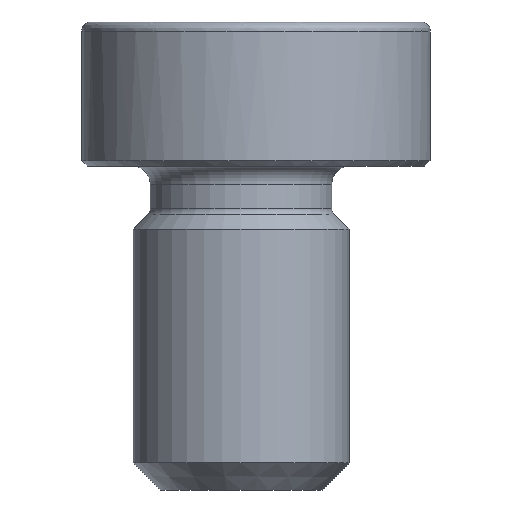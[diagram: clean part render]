
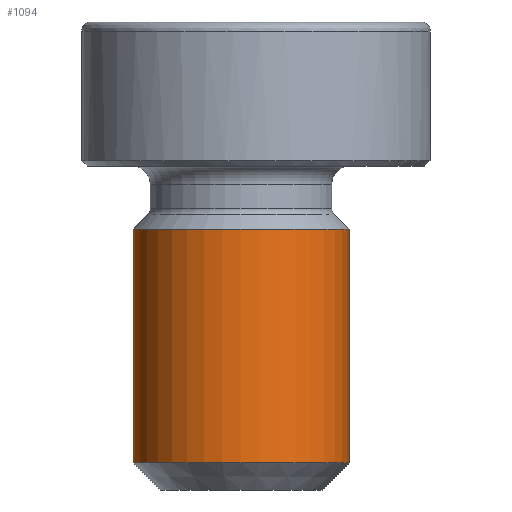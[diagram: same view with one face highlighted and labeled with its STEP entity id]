
A CAD part, front view. The second image highlights one B-rep face of the part: STEP entity #1094.
In plain terms, the highlighted cylindrical face has radius 6 mm (diameter 12 mm), a partial arc.
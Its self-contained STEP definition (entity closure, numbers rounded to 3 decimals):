
#92 = FACE_OUTER_BOUND ( 'NONE', #998, .T. ) ;
#118 = EDGE_CURVE ( 'NONE', #673, #1472, #1586, .T. ) ;
#150 = EDGE_CURVE ( 'NONE', #673, #289, #1351, .T. ) ;
#184 = CARTESIAN_POINT ( 'NONE',  ( 0., 0., -16.5 ) ) ;
#248 = CARTESIAN_POINT ( 'NONE',  ( -6., 0., -16.5 ) ) ;
#266 = CARTESIAN_POINT ( 'NONE',  ( -6., 0., -3.5 ) ) ;
#289 = VERTEX_POINT ( 'NONE', #1593 ) ;
#309 = ORIENTED_EDGE ( 'NONE', *, *, #574, .T. ) ;
#373 = DIRECTION ( 'NONE',  ( 0., 0., 1. ) ) ;
#419 = DIRECTION ( 'NONE',  ( 1., 0., 0. ) ) ;
#488 = CARTESIAN_POINT ( 'NONE',  ( 6., 0., -18. ) ) ;
#560 = CARTESIAN_POINT ( 'NONE',  ( -6., 0., -18. ) ) ;
#574 = EDGE_CURVE ( 'NONE', #289, #2117, #652, .T. ) ;
#581 = DIRECTION ( 'NONE',  ( 1., 0., 0. ) ) ;
#652 = LINE ( 'NONE', #488, #1496 ) ;
#673 = VERTEX_POINT ( 'NONE', #248 ) ;
#807 = CARTESIAN_POINT ( 'NONE',  ( 6., 0., -3.5 ) ) ;
#906 = CARTESIAN_POINT ( 'NONE',  ( 0., 0., -3.5 ) ) ;
#973 = DIRECTION ( 'NONE',  ( 0., 0., 1. ) ) ;
#998 = EDGE_LOOP ( 'NONE', ( #1552, #1989, #309, #1493 ) ) ;
#1060 = DIRECTION ( 'NONE',  ( 1., 0., 0. ) ) ;
#1094 = ADVANCED_FACE ( 'NONE', ( #92 ), #1264, .T. ) ;
#1096 = CARTESIAN_POINT ( 'NONE',  ( 0., 0., -18. ) ) ;
#1148 = EDGE_CURVE ( 'NONE', #1472, #2117, #1500, .T. ) ;
#1252 = DIRECTION ( 'NONE',  ( 0., 0., 1. ) ) ;
#1264 = CYLINDRICAL_SURFACE ( 'NONE', #1320, 6. ) ;
#1320 = AXIS2_PLACEMENT_3D ( 'NONE', #1096, #2151, #419 ) ;
#1351 = CIRCLE ( 'NONE', #1941, 6. ) ;
#1356 = AXIS2_PLACEMENT_3D ( 'NONE', #906, #1952, #581 ) ;
#1472 = VERTEX_POINT ( 'NONE', #266 ) ;
#1493 = ORIENTED_EDGE ( 'NONE', *, *, #1148, .F. ) ;
#1496 = VECTOR ( 'NONE', #973, 1000. ) ;
#1500 = CIRCLE ( 'NONE', #1356, 6. ) ;
#1552 = ORIENTED_EDGE ( 'NONE', *, *, #118, .F. ) ;
#1586 = LINE ( 'NONE', #560, #1790 ) ;
#1593 = CARTESIAN_POINT ( 'NONE',  ( 6., 0., -16.5 ) ) ;
#1790 = VECTOR ( 'NONE', #1252, 1000. ) ;
#1941 = AXIS2_PLACEMENT_3D ( 'NONE', #184, #373, #1060 ) ;
#1952 = DIRECTION ( 'NONE',  ( 0., 0., 1. ) ) ;
#1989 = ORIENTED_EDGE ( 'NONE', *, *, #150, .T. ) ;
#2117 = VERTEX_POINT ( 'NONE', #807 ) ;
#2151 = DIRECTION ( 'NONE',  ( 0., 0., 1. ) ) ;
